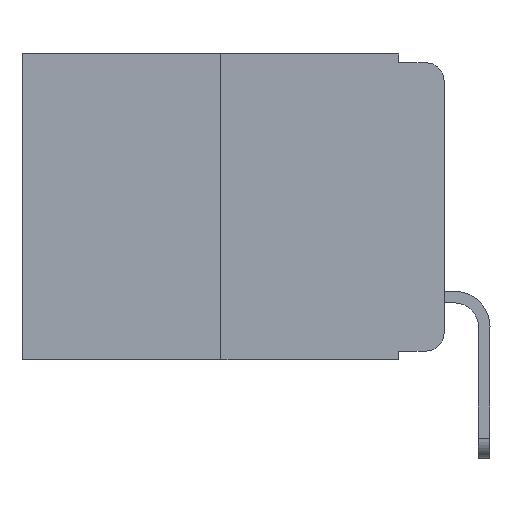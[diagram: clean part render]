
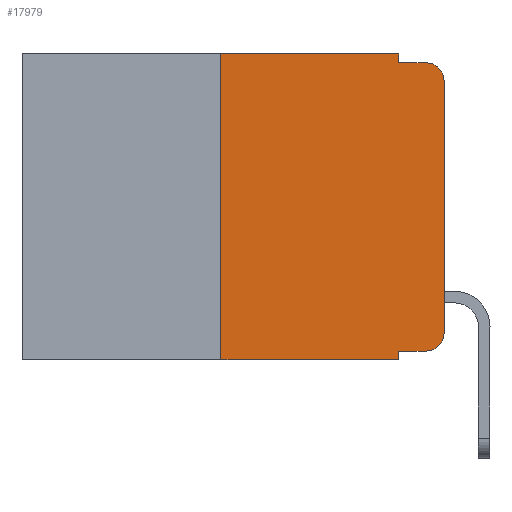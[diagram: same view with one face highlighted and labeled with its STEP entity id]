
A CAD part, left-side view. The second image highlights one B-rep face of the part: STEP entity #17979.
In plain terms, the highlighted planar face has unit normal (-1, 0, 0).
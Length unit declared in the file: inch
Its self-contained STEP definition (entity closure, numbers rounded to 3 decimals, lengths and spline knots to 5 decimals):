
#7 = PLANE ( 'NONE',  #785 ) ;
#138 = CARTESIAN_POINT ( 'NONE',  ( 0., 0., 0. ) ) ;
#234 = VERTEX_POINT ( 'NONE', #16929 ) ;
#308 = DIRECTION ( 'NONE',  ( 0., -1., 0. ) ) ;
#331 = CARTESIAN_POINT ( 'NONE',  ( 0., 0.02, -0.01 ) ) ;
#664 = DIRECTION ( 'NONE',  ( 0., 0., -1. ) ) ;
#776 = VERTEX_POINT ( 'NONE', #21737 ) ;
#785 = AXIS2_PLACEMENT_3D ( 'NONE', #3236, #21721, #8151 ) ;
#988 = ORIENTED_EDGE ( 'NONE', *, *, #2455, .T. ) ;
#1280 = CARTESIAN_POINT ( 'NONE',  ( 0., 0.051, -0.01 ) ) ;
#1657 = CARTESIAN_POINT ( 'NONE',  ( 0., 0.25, 0. ) ) ;
#1691 = CARTESIAN_POINT ( 'NONE',  ( 0., 0.051, 0. ) ) ;
#1858 = VECTOR ( 'NONE', #6997, 39.37008 ) ;
#2002 = VECTOR ( 'NONE', #308, 39.37008 ) ;
#2027 = ORIENTED_EDGE ( 'NONE', *, *, #21219, .F. ) ;
#2124 = CARTESIAN_POINT ( 'NONE',  ( 0., 0.051, -0.333 ) ) ;
#2364 = VERTEX_POINT ( 'NONE', #1280 ) ;
#2455 = EDGE_CURVE ( 'NONE', #3065, #5350, #14440, .T. ) ;
#2550 = DIRECTION ( 'NONE',  ( 0., 0., -1. ) ) ;
#2577 = VECTOR ( 'NONE', #3897, 39.37008 ) ;
#3065 = VERTEX_POINT ( 'NONE', #10640 ) ;
#3236 = CARTESIAN_POINT ( 'NONE',  ( 0., 0.473, 0. ) ) ;
#3456 = EDGE_LOOP ( 'NONE', ( #988, #12375, #18715, #2027, #8093, #11134, #10822, #15833, #9866, #3972 ) ) ;
#3818 = AXIS2_PLACEMENT_3D ( 'NONE', #21546, #18056, #14636 ) ;
#3897 = DIRECTION ( 'NONE',  ( 0., -1., 0. ) ) ;
#3972 = ORIENTED_EDGE ( 'NONE', *, *, #4835, .T. ) ;
#4612 = EDGE_CURVE ( 'NONE', #234, #776, #11470, .T. ) ;
#4835 = EDGE_CURVE ( 'NONE', #11580, #3065, #16763, .T. ) ;
#5174 = CARTESIAN_POINT ( 'NONE',  ( 0., 0.473, 0. ) ) ;
#5350 = VERTEX_POINT ( 'NONE', #15702 ) ;
#5552 = LINE ( 'NONE', #17549, #7923 ) ;
#5965 = FACE_OUTER_BOUND ( 'NONE', #3456, .T. ) ;
#6109 = LINE ( 'NONE', #13329, #16692 ) ;
#6710 = VECTOR ( 'NONE', #20419, 39.37008 ) ;
#6748 = EDGE_CURVE ( 'NONE', #19333, #776, #6109, .T. ) ;
#6997 = DIRECTION ( 'NONE',  ( 0., 0., 1. ) ) ;
#7449 = VERTEX_POINT ( 'NONE', #331 ) ;
#7923 = VECTOR ( 'NONE', #664, 39.37008 ) ;
#8093 = ORIENTED_EDGE ( 'NONE', *, *, #12334, .F. ) ;
#8151 = DIRECTION ( 'NONE',  ( 0., 0., -1. ) ) ;
#8495 = DIRECTION ( 'NONE',  ( 0., 0., 1. ) ) ;
#8800 = CARTESIAN_POINT ( 'NONE',  ( 0., 0.051, -0.01 ) ) ;
#9866 = ORIENTED_EDGE ( 'NONE', *, *, #11188, .T. ) ;
#10285 = DIRECTION ( 'NONE',  ( 0., -1., 0. ) ) ;
#10640 = CARTESIAN_POINT ( 'NONE',  ( 0., 0., -0.313 ) ) ;
#10822 = ORIENTED_EDGE ( 'NONE', *, *, #6748, .T. ) ;
#11134 = ORIENTED_EDGE ( 'NONE', *, *, #16029, .F. ) ;
#11188 = EDGE_CURVE ( 'NONE', #234, #11580, #15834, .T. ) ;
#11470 = LINE ( 'NONE', #1691, #6710 ) ;
#11580 = VERTEX_POINT ( 'NONE', #14642 ) ;
#11854 = VECTOR ( 'NONE', #10285, 39.37008 ) ;
#12218 = LINE ( 'NONE', #1657, #1858 ) ;
#12334 = EDGE_CURVE ( 'NONE', #15819, #15139, #20820, .T. ) ;
#12375 = ORIENTED_EDGE ( 'NONE', *, *, #13915, .T. ) ;
#13264 = CARTESIAN_POINT ( 'NONE',  ( 0., 0.051, 0. ) ) ;
#13329 = CARTESIAN_POINT ( 'NONE',  ( 0., 0.473, -0.343 ) ) ;
#13398 = DIRECTION ( 'NONE',  ( 0., -1., 0. ) ) ;
#13915 = EDGE_CURVE ( 'NONE', #5350, #7449, #18391, .T. ) ;
#14440 = LINE ( 'NONE', #138, #17347 ) ;
#14636 = DIRECTION ( 'NONE',  ( 0., 0., -1. ) ) ;
#14642 = CARTESIAN_POINT ( 'NONE',  ( 0., 0.02, -0.333 ) ) ;
#14911 = CARTESIAN_POINT ( 'NONE',  ( 0., 0.25, 0. ) ) ;
#15139 = VERTEX_POINT ( 'NONE', #13264 ) ;
#15702 = CARTESIAN_POINT ( 'NONE',  ( 0., 0., -0.03 ) ) ;
#15819 = VERTEX_POINT ( 'NONE', #14911 ) ;
#15833 = ORIENTED_EDGE ( 'NONE', *, *, #4612, .F. ) ;
#15834 = LINE ( 'NONE', #2124, #2577 ) ;
#16029 = EDGE_CURVE ( 'NONE', #19333, #15819, #12218, .T. ) ;
#16177 = CARTESIAN_POINT ( 'NONE',  ( 0., 0.02, -0.313 ) ) ;
#16692 = VECTOR ( 'NONE', #13398, 39.37008 ) ;
#16763 = CIRCLE ( 'NONE', #19842, 0.02 ) ;
#16929 = CARTESIAN_POINT ( 'NONE',  ( 0., 0.051, -0.333 ) ) ;
#17347 = VECTOR ( 'NONE', #8495, 39.37008 ) ;
#17549 = CARTESIAN_POINT ( 'NONE',  ( 0., 0.051, 0. ) ) ;
#17739 = EDGE_CURVE ( 'NONE', #2364, #7449, #21296, .T. ) ;
#17895 = DIRECTION ( 'NONE',  ( -1., 0., 0. ) ) ;
#17979 = ADVANCED_FACE ( 'NONE', ( #5965 ), #7, .F. ) ;
#18056 = DIRECTION ( 'NONE',  ( -1., 0., 0. ) ) ;
#18391 = CIRCLE ( 'NONE', #3818, 0.02 ) ;
#18715 = ORIENTED_EDGE ( 'NONE', *, *, #17739, .F. ) ;
#19333 = VERTEX_POINT ( 'NONE', #21899 ) ;
#19842 = AXIS2_PLACEMENT_3D ( 'NONE', #16177, #17895, #2550 ) ;
#20419 = DIRECTION ( 'NONE',  ( 0., 0., -1. ) ) ;
#20820 = LINE ( 'NONE', #5174, #11854 ) ;
#21219 = EDGE_CURVE ( 'NONE', #15139, #2364, #5552, .T. ) ;
#21296 = LINE ( 'NONE', #8800, #2002 ) ;
#21546 = CARTESIAN_POINT ( 'NONE',  ( 0., 0.02, -0.03 ) ) ;
#21721 = DIRECTION ( 'NONE',  ( 1., 0., 0. ) ) ;
#21737 = CARTESIAN_POINT ( 'NONE',  ( 0., 0.051, -0.343 ) ) ;
#21899 = CARTESIAN_POINT ( 'NONE',  ( 0., 0.25, -0.343 ) ) ;
